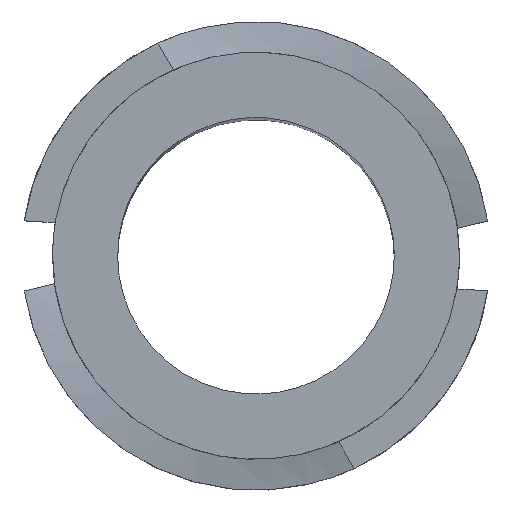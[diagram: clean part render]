
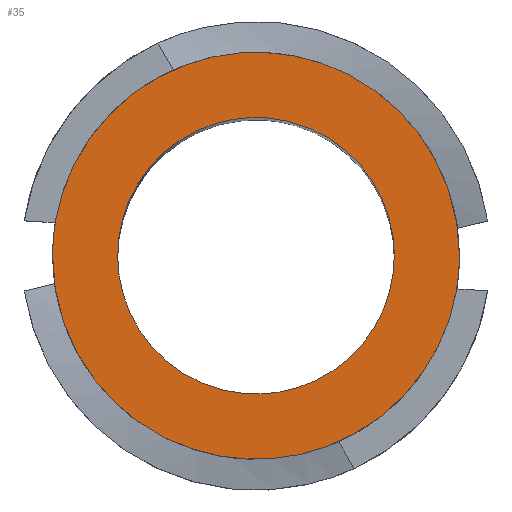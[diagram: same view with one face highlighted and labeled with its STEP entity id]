
A CAD part, top view. The second image highlights one B-rep face of the part: STEP entity #35.
In plain terms, the highlighted planar face has unit normal (0, 0, 1).
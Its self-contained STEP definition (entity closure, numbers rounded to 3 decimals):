
#16=FACE_BOUND('',#82,.T.);
#35=ADVANCED_FACE('',(#57,#16),#355,.T.);
#57=FACE_OUTER_BOUND('',#81,.T.);
#81=EDGE_LOOP('',(#168,#169));
#82=EDGE_LOOP('',(#170,#171));
#168=ORIENTED_EDGE('',*,*,#220,.T.);
#169=ORIENTED_EDGE('',*,*,#245,.T.);
#170=ORIENTED_EDGE('',*,*,#223,.T.);
#171=ORIENTED_EDGE('',*,*,#249,.T.);
#220=EDGE_CURVE('',#318,#337,#254,.T.);
#223=EDGE_CURVE('',#321,#338,#257,.T.);
#245=EDGE_CURVE('',#337,#318,#268,.T.);
#249=EDGE_CURVE('',#338,#321,#272,.T.);
#254=(
BOUNDED_CURVE()
B_SPLINE_CURVE(2,(#944,#945,#946,#947,#948),.UNSPECIFIED.,.F.,.F.)
B_SPLINE_CURVE_WITH_KNOTS((3,2,3),(0.,5.184,10.367),
 .UNSPECIFIED.)
CURVE()
GEOMETRIC_REPRESENTATION_ITEM()
RATIONAL_B_SPLINE_CURVE((1.,0.707,1.,0.707,1.))
REPRESENTATION_ITEM('')
);
#257=(
BOUNDED_CURVE()
B_SPLINE_CURVE(2,(#959,#960,#961,#962,#963),.UNSPECIFIED.,.F.,.F.)
B_SPLINE_CURVE_WITH_KNOTS((3,2,3),(0.,3.523,7.046),
 .UNSPECIFIED.)
CURVE()
GEOMETRIC_REPRESENTATION_ITEM()
RATIONAL_B_SPLINE_CURVE((1.,0.707,1.,0.707,1.))
REPRESENTATION_ITEM('')
);
#268=(
BOUNDED_CURVE()
B_SPLINE_CURVE(2,(#1168,#1169,#1170,#1171,#1172),.UNSPECIFIED.,.F.,.F.)
B_SPLINE_CURVE_WITH_KNOTS((3,2,3),(10.367,15.551,20.735),
 .UNSPECIFIED.)
CURVE()
GEOMETRIC_REPRESENTATION_ITEM()
RATIONAL_B_SPLINE_CURVE((1.,0.707,1.,0.707,1.))
REPRESENTATION_ITEM('')
);
#272=(
BOUNDED_CURVE()
B_SPLINE_CURVE(2,(#1183,#1184,#1185,#1186,#1187),.UNSPECIFIED.,.F.,.F.)
B_SPLINE_CURVE_WITH_KNOTS((3,2,3),(7.046,10.569,14.092),
 .UNSPECIFIED.)
CURVE()
GEOMETRIC_REPRESENTATION_ITEM()
RATIONAL_B_SPLINE_CURVE((1.,0.707,1.,0.707,1.))
REPRESENTATION_ITEM('')
);
#318=VERTEX_POINT('',#746);
#321=VERTEX_POINT('',#749);
#337=VERTEX_POINT('',#765);
#338=VERTEX_POINT('',#766);
#355=PLANE('',#461);
#461=AXIS2_PLACEMENT_3D('',#727,#480,$);
#480=DIRECTION('',(0.,0.,1.));
#727=CARTESIAN_POINT('',(24.634,-3.366,1.54));
#746=CARTESIAN_POINT('',(31.3,0.,1.54));
#749=CARTESIAN_POINT('',(28.152,2.238,1.54));
#765=CARTESIAN_POINT('',(24.7,0.,1.54));
#766=CARTESIAN_POINT('',(27.848,-2.238,1.54));
#944=CARTESIAN_POINT('',(31.3,0.,1.54));
#945=CARTESIAN_POINT('',(31.3,3.3,1.54));
#946=CARTESIAN_POINT('',(28.,3.3,1.54));
#947=CARTESIAN_POINT('',(24.7,3.3,1.54));
#948=CARTESIAN_POINT('',(24.7,0.,1.54));
#959=CARTESIAN_POINT('',(28.152,2.238,1.54));
#960=CARTESIAN_POINT('',(30.389,2.086,1.54));
#961=CARTESIAN_POINT('',(30.238,-0.152,1.54));
#962=CARTESIAN_POINT('',(30.086,-2.389,1.54));
#963=CARTESIAN_POINT('',(27.848,-2.238,1.54));
#1168=CARTESIAN_POINT('',(24.7,0.,1.54));
#1169=CARTESIAN_POINT('',(24.7,-3.3,1.54));
#1170=CARTESIAN_POINT('',(28.,-3.3,1.54));
#1171=CARTESIAN_POINT('',(31.3,-3.3,1.54));
#1172=CARTESIAN_POINT('',(31.3,0.,1.54));
#1183=CARTESIAN_POINT('',(27.848,-2.238,1.54));
#1184=CARTESIAN_POINT('',(25.611,-2.086,1.54));
#1185=CARTESIAN_POINT('',(25.762,0.152,1.54));
#1186=CARTESIAN_POINT('',(25.914,2.389,1.54));
#1187=CARTESIAN_POINT('',(28.152,2.238,1.54));
